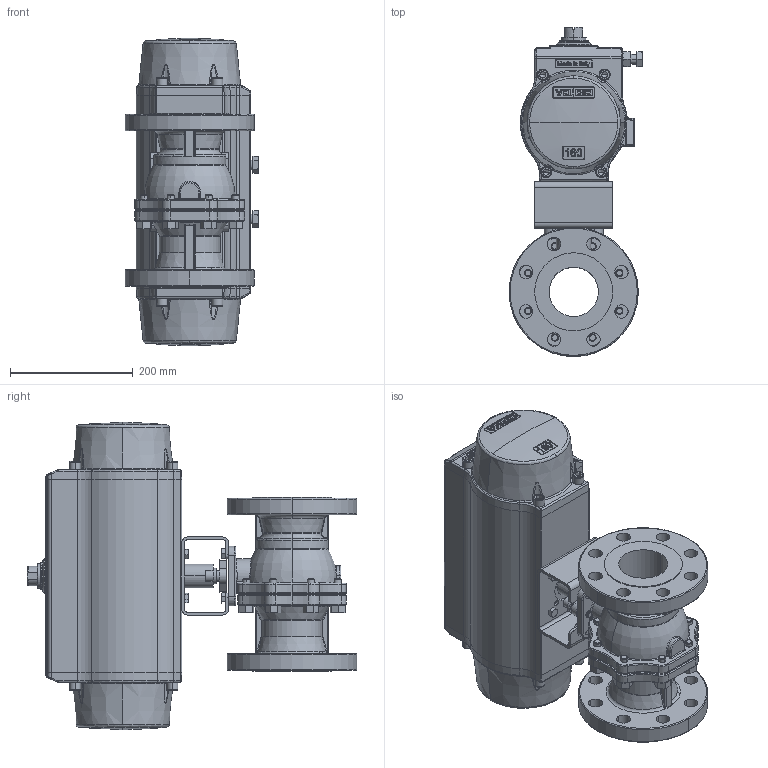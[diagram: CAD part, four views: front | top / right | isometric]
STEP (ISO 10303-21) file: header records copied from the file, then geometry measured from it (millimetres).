
FILE_DESCRIPTION (( 'STEP AP203' ), '1' );
FILE_NAME ('6801F-300_UT-5.STEP', '2017-12-07T18:25:29', ( '' ), ( '' ), 'SwSTEP 2.0', 'SolidWorks 2014', '' );
FILE_SCHEMA (( 'CONFIG_CONTROL_DESIGN' ));
Length unit declared in the file: inch
Products named in the file (1): 6801F-300_UT-5
Bounding box: 217.53 x 535.35 x 500 mm (x, y, z)
Surface area: 885834.9 mm2 (no closed solid volume)
Topology: 0 solids, 34 shells, 1459 faces, 4807 edges, 3236 vertices
Faces by surface type: plane 473, cylinder 352, bspline 321, cone 156, torus 113, sphere 44
Entity records: 86002 total; most frequent: CARTESIAN_POINT 48214, ORIENTED_EDGE 7836, DIRECTION 6883, EDGE_CURVE 4761, VERTEX_POINT 3236, AXIS2_PLACEMENT_3D 2592, VECTOR 1699, LINE 1699
